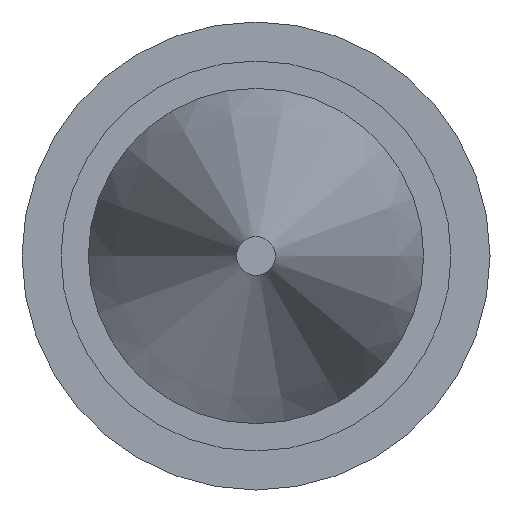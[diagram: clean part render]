
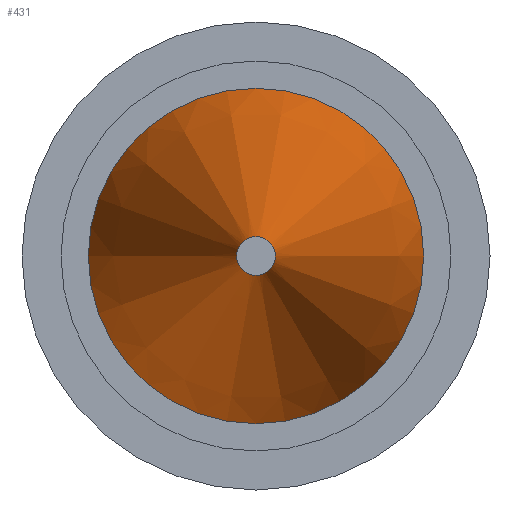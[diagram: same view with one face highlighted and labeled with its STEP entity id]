
A CAD part, front view. The second image highlights one B-rep face of the part: STEP entity #431.
In plain terms, the highlighted conical face has half-angle 15.186 degrees and reference radius 0.25 mm.
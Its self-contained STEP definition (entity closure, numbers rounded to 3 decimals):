
#431 = ADVANCED_FACE ( 'NONE', ( #10784, #1606 ), #7323, .T. ) ;
#1378 = ORIENTED_EDGE ( 'NONE', *, *, #2024, .T. ) ;
#1606 = FACE_BOUND ( 'NONE', #9634, .T. ) ;
#2024 = EDGE_CURVE ( 'NONE', #3634, #3634, #9030, .T. ) ;
#3472 = EDGE_CURVE ( 'NONE', #6283, #6283, #3674, .T. ) ;
#3634 = VERTEX_POINT ( 'NONE', #6606 ) ;
#3674 = CIRCLE ( 'NONE', #14533, 2.15 ) ;
#4170 = DIRECTION ( 'NONE',  ( -1., 0., 0. ) ) ;
#4953 = DIRECTION ( 'NONE',  ( -1., 0., 0. ) ) ;
#5013 = DIRECTION ( 'NONE',  ( 0., 1., 0. ) ) ;
#5111 = CARTESIAN_POINT ( 'NONE',  ( 0., -47.5, 0. ) ) ;
#6283 = VERTEX_POINT ( 'NONE', #13713 ) ;
#6541 = DIRECTION ( 'NONE',  ( 0., 1., 0. ) ) ;
#6606 = CARTESIAN_POINT ( 'NONE',  ( -0.25, -47.5, 0. ) ) ;
#7323 = CONICAL_SURFACE ( 'NONE', #15229, 0.25, 0.265 ) ;
#7447 = DIRECTION ( 'NONE',  ( -1., 0., 0. ) ) ;
#8732 = CARTESIAN_POINT ( 'NONE',  ( 0., -47.5, 0. ) ) ;
#9030 = CIRCLE ( 'NONE', #11878, 0.25 ) ;
#9634 = EDGE_LOOP ( 'NONE', ( #1378 ) ) ;
#9945 = ORIENTED_EDGE ( 'NONE', *, *, #3472, .F. ) ;
#10784 = FACE_OUTER_BOUND ( 'NONE', #13119, .T. ) ;
#11878 = AXIS2_PLACEMENT_3D ( 'NONE', #8732, #12228, #4953 ) ;
#12228 = DIRECTION ( 'NONE',  ( 0., 1., 0. ) ) ;
#13119 = EDGE_LOOP ( 'NONE', ( #9945 ) ) ;
#13713 = CARTESIAN_POINT ( 'NONE',  ( -2.15, -40.5, 0. ) ) ;
#14533 = AXIS2_PLACEMENT_3D ( 'NONE', #15268, #6541, #4170 ) ;
#15229 = AXIS2_PLACEMENT_3D ( 'NONE', #5111, #5013, #7447 ) ;
#15268 = CARTESIAN_POINT ( 'NONE',  ( 0., -40.5, 0. ) ) ;
